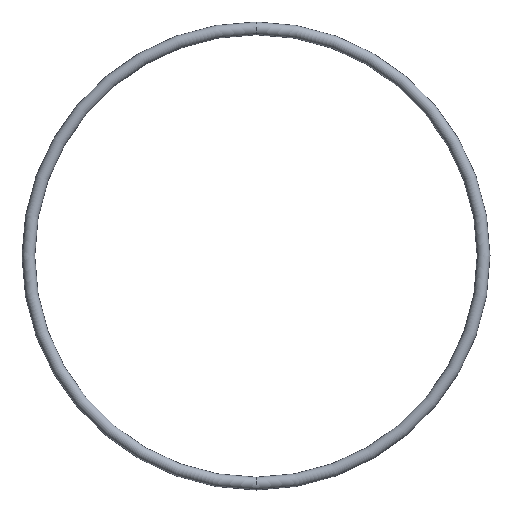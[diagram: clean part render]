
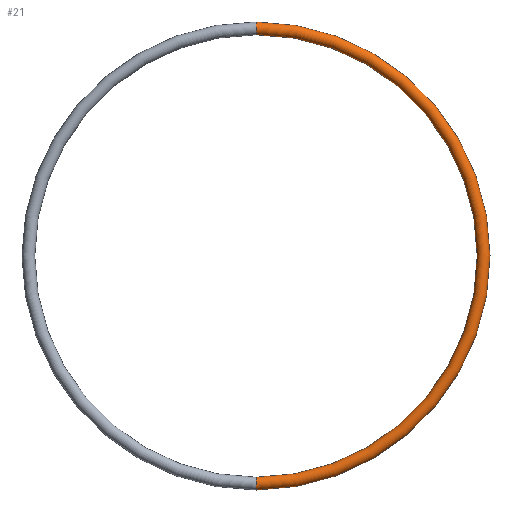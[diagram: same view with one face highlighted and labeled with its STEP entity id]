
A CAD part, front view. The second image highlights one B-rep face of the part: STEP entity #21.
In plain terms, the highlighted toroidal (fillet/blend) face has major radius 53.5 mm and minor radius 1.5 mm.
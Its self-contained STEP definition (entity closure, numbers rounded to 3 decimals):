
#4 = CARTESIAN_POINT ( 'NONE',  ( 0., 1.5, -55. ) ) ;
#5 = CARTESIAN_POINT ( 'NONE',  ( 0., 1.5, 52. ) ) ;
#8 = EDGE_CURVE ( 'NONE', #132, #88, #89, .T. ) ;
#9 = CARTESIAN_POINT ( 'NONE',  ( 0., 1.5, 53.5 ) ) ;
#11 = AXIS2_PLACEMENT_3D ( 'NONE', #83, #46, #105 ) ;
#12 = DIRECTION ( 'NONE',  ( 0., 0., 1. ) ) ;
#21 = ADVANCED_FACE ( 'NONE', ( #77 ), #86, .T. ) ;
#23 = AXIS2_PLACEMENT_3D ( 'NONE', #9, #43, #12 ) ;
#24 = EDGE_CURVE ( 'NONE', #133, #141, #51, .T. ) ;
#31 = AXIS2_PLACEMENT_3D ( 'NONE', #93, #35, #140 ) ;
#33 = DIRECTION ( 'NONE',  ( 0., 0., 1. ) ) ;
#34 = DIRECTION ( 'NONE',  ( 0., 1., 0. ) ) ;
#35 = DIRECTION ( 'NONE',  ( 1., 0., 0. ) ) ;
#37 = DIRECTION ( 'NONE',  ( 0., 0., 1. ) ) ;
#43 = DIRECTION ( 'NONE',  ( -1., 0., 0. ) ) ;
#46 = DIRECTION ( 'NONE',  ( 0., 1., 0. ) ) ;
#51 = CIRCLE ( 'NONE', #23, 1.5 ) ;
#53 = CARTESIAN_POINT ( 'NONE',  ( 0., 1.5, 0. ) ) ;
#57 = CARTESIAN_POINT ( 'NONE',  ( 0., 1.5, 55. ) ) ;
#61 = CIRCLE ( 'NONE', #11, 52. ) ;
#63 = EDGE_CURVE ( 'NONE', #141, #88, #106, .T. ) ;
#65 = ORIENTED_EDGE ( 'NONE', *, *, #24, .F. ) ;
#66 = ORIENTED_EDGE ( 'NONE', *, *, #99, .T. ) ;
#68 = AXIS2_PLACEMENT_3D ( 'NONE', #53, #34, #33 ) ;
#77 = FACE_OUTER_BOUND ( 'NONE', #134, .T. ) ;
#83 = CARTESIAN_POINT ( 'NONE',  ( 0., 1.5, 0. ) ) ;
#86 = TOROIDAL_SURFACE ( 'NONE', #68, 53.5, 1.5 ) ;
#88 = VERTEX_POINT ( 'NONE', #4 ) ;
#89 = CIRCLE ( 'NONE', #31, 1.5 ) ;
#93 = CARTESIAN_POINT ( 'NONE',  ( 0., 1.5, -53.5 ) ) ;
#98 = CARTESIAN_POINT ( 'NONE',  ( 0., 1.5, 0. ) ) ;
#99 = EDGE_CURVE ( 'NONE', #133, #132, #61, .T. ) ;
#105 = DIRECTION ( 'NONE',  ( 0., 0., 1. ) ) ;
#106 = CIRCLE ( 'NONE', #124, 55. ) ;
#114 = CARTESIAN_POINT ( 'NONE',  ( 0., 1.5, -52. ) ) ;
#116 = DIRECTION ( 'NONE',  ( 0., 1., 0. ) ) ;
#119 = ORIENTED_EDGE ( 'NONE', *, *, #8, .T. ) ;
#124 = AXIS2_PLACEMENT_3D ( 'NONE', #98, #116, #37 ) ;
#129 = ORIENTED_EDGE ( 'NONE', *, *, #63, .F. ) ;
#132 = VERTEX_POINT ( 'NONE', #114 ) ;
#133 = VERTEX_POINT ( 'NONE', #5 ) ;
#134 = EDGE_LOOP ( 'NONE', ( #129, #65, #66, #119 ) ) ;
#140 = DIRECTION ( 'NONE',  ( 0., 0., -1. ) ) ;
#141 = VERTEX_POINT ( 'NONE', #57 ) ;
